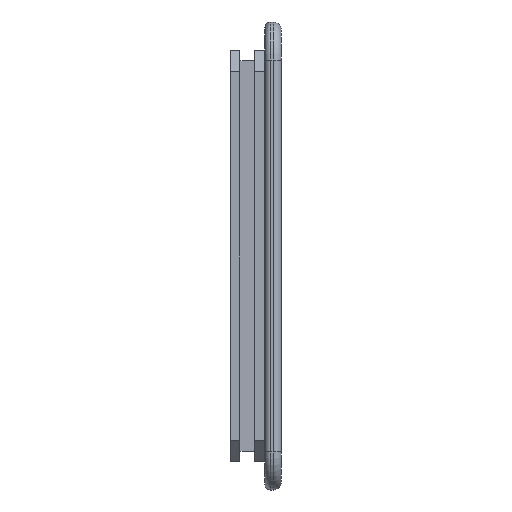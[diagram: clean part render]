
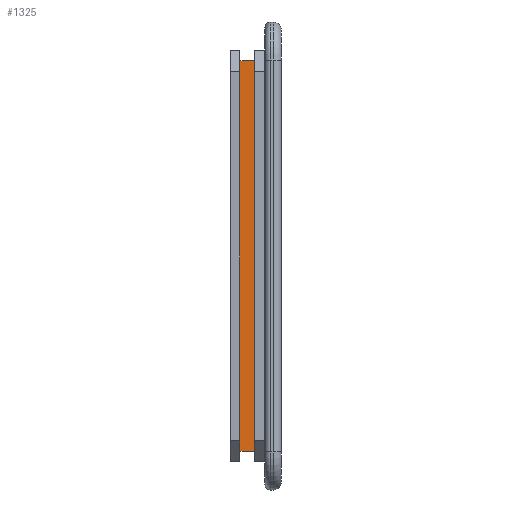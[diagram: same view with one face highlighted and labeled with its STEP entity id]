
A CAD part, left-side view. The second image highlights one B-rep face of the part: STEP entity #1325.
In plain terms, the highlighted planar face has unit normal (-1, 0, 0).
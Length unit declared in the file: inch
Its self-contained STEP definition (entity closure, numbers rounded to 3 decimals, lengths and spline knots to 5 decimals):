
#88 = VECTOR ( 'NONE', #2765, 39.37008 ) ;
#165 = CARTESIAN_POINT ( 'NONE',  ( 0.0715, 0.049, -0.0715 ) ) ;
#240 = DIRECTION ( 'NONE',  ( 0., 0., 1. ) ) ;
#412 = CARTESIAN_POINT ( 'NONE',  ( 0.0715, 0.049, -0.7885 ) ) ;
#470 = EDGE_LOOP ( 'NONE', ( #1261, #662, #1155, #1515 ) ) ;
#662 = ORIENTED_EDGE ( 'NONE', *, *, #2677, .F. ) ;
#695 = PLANE ( 'NONE',  #1438 ) ;
#781 = EDGE_CURVE ( 'NONE', #2644, #2943, #1481, .T. ) ;
#1102 = LINE ( 'NONE', #2097, #1577 ) ;
#1155 = ORIENTED_EDGE ( 'NONE', *, *, #2438, .T. ) ;
#1158 = VECTOR ( 'NONE', #2537, 39.37008 ) ;
#1192 = VERTEX_POINT ( 'NONE', #2225 ) ;
#1261 = ORIENTED_EDGE ( 'NONE', *, *, #781, .F. ) ;
#1325 = ADVANCED_FACE ( 'NONE', ( #2255 ), #695, .T. ) ;
#1438 = AXIS2_PLACEMENT_3D ( 'NONE', #2308, #1737, #2514 ) ;
#1481 = LINE ( 'NONE', #1501, #1158 ) ;
#1498 = VERTEX_POINT ( 'NONE', #2815 ) ;
#1501 = CARTESIAN_POINT ( 'NONE',  ( 0.0715, 0.076, -0.7885 ) ) ;
#1507 = EDGE_CURVE ( 'NONE', #1498, #2943, #3116, .T. ) ;
#1515 = ORIENTED_EDGE ( 'NONE', *, *, #1507, .T. ) ;
#1577 = VECTOR ( 'NONE', #240, 39.37008 ) ;
#1730 = CARTESIAN_POINT ( 'NONE',  ( 0.0715, 0.076, -0.0715 ) ) ;
#1737 = DIRECTION ( 'NONE',  ( -1., 0., 0. ) ) ;
#1894 = CARTESIAN_POINT ( 'NONE',  ( 0.0715, 0.076, -0.7885 ) ) ;
#2047 = DIRECTION ( 'NONE',  ( 0., 1., 0. ) ) ;
#2097 = CARTESIAN_POINT ( 'NONE',  ( 0.0715, 0.049, -0.7885 ) ) ;
#2225 = CARTESIAN_POINT ( 'NONE',  ( 0.0715, 0.049, -0.7885 ) ) ;
#2255 = FACE_OUTER_BOUND ( 'NONE', #470, .T. ) ;
#2308 = CARTESIAN_POINT ( 'NONE',  ( 0.0715, 0.049, -0.7885 ) ) ;
#2438 = EDGE_CURVE ( 'NONE', #1192, #1498, #1102, .T. ) ;
#2514 = DIRECTION ( 'NONE',  ( 0., 0., 1. ) ) ;
#2537 = DIRECTION ( 'NONE',  ( 0., 0., 1. ) ) ;
#2644 = VERTEX_POINT ( 'NONE', #1894 ) ;
#2677 = EDGE_CURVE ( 'NONE', #1192, #2644, #2994, .T. ) ;
#2765 = DIRECTION ( 'NONE',  ( 0., 1., 0. ) ) ;
#2815 = CARTESIAN_POINT ( 'NONE',  ( 0.0715, 0.049, -0.0715 ) ) ;
#2943 = VERTEX_POINT ( 'NONE', #1730 ) ;
#2994 = LINE ( 'NONE', #412, #88 ) ;
#3116 = LINE ( 'NONE', #165, #3408 ) ;
#3408 = VECTOR ( 'NONE', #2047, 39.37008 ) ;
